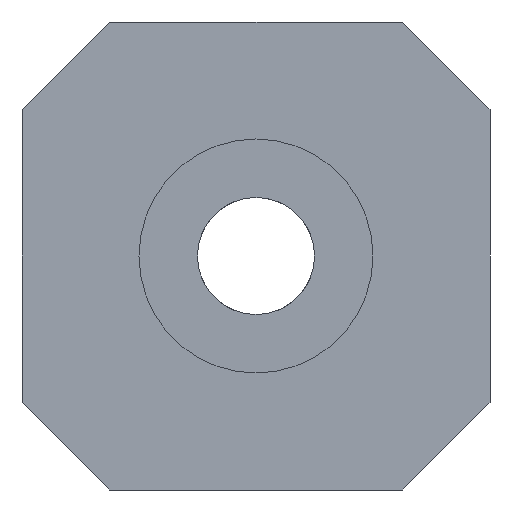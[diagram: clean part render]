
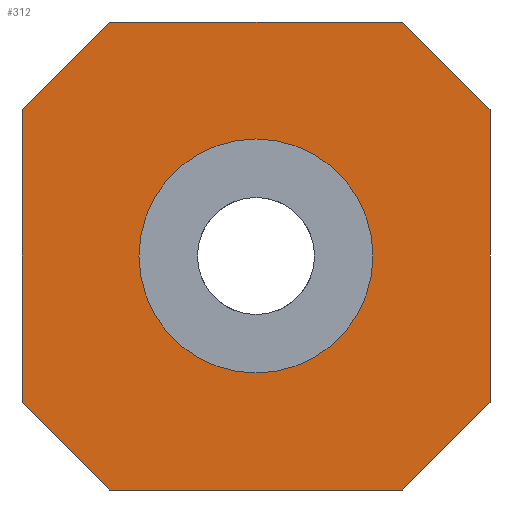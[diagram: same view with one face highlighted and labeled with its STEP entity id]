
A CAD part, left-side view. The second image highlights one B-rep face of the part: STEP entity #312.
In plain terms, the highlighted planar face has unit normal (-1, 0, 0).
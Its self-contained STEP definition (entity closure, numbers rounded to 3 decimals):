
#25=PLANE('',#356);
#31=FACE_BOUND('',#67,.T.);
#46=FACE_OUTER_BOUND('',#66,.T.);
#66=EDGE_LOOP('',(#284,#285,#286,#287,#288,#289,#290,#291));
#67=EDGE_LOOP('',(#292,#293));
#79=LINE('',#564,#108);
#83=LINE('',#571,#112);
#91=LINE('',#587,#120);
#93=LINE('',#591,#122);
#95=LINE('',#596,#124);
#97=LINE('',#599,#126);
#99=LINE('',#603,#128);
#100=LINE('',#605,#129);
#108=VECTOR('',#396,10.);
#112=VECTOR('',#402,10.);
#120=VECTOR('',#414,10.);
#122=VECTOR('',#418,10.);
#124=VECTOR('',#422,10.);
#126=VECTOR('',#426,10.);
#128=VECTOR('',#430,10.);
#129=VECTOR('',#433,10.);
#136=CIRCLE('',#343,2.);
#137=CIRCLE('',#344,2.);
#149=VERTEX_POINT('',#548);
#150=VERTEX_POINT('',#549);
#154=VERTEX_POINT('',#561);
#155=VERTEX_POINT('',#563);
#157=VERTEX_POINT('',#569);
#163=VERTEX_POINT('',#585);
#164=VERTEX_POINT('',#589);
#165=VERTEX_POINT('',#593);
#166=VERTEX_POINT('',#595);
#167=VERTEX_POINT('',#601);
#181=EDGE_CURVE('',#149,#150,#136,.T.);
#182=EDGE_CURVE('',#150,#149,#137,.T.);
#188=EDGE_CURVE('',#154,#155,#79,.T.);
#192=EDGE_CURVE('',#157,#154,#83,.T.);
#200=EDGE_CURVE('',#163,#157,#91,.T.);
#202=EDGE_CURVE('',#164,#163,#93,.T.);
#204=EDGE_CURVE('',#165,#166,#95,.T.);
#206=EDGE_CURVE('',#155,#165,#97,.T.);
#208=EDGE_CURVE('',#167,#164,#99,.T.);
#209=EDGE_CURVE('',#166,#167,#100,.T.);
#284=ORIENTED_EDGE('',*,*,#188,.F.);
#285=ORIENTED_EDGE('',*,*,#192,.F.);
#286=ORIENTED_EDGE('',*,*,#200,.F.);
#287=ORIENTED_EDGE('',*,*,#202,.F.);
#288=ORIENTED_EDGE('',*,*,#208,.F.);
#289=ORIENTED_EDGE('',*,*,#209,.F.);
#290=ORIENTED_EDGE('',*,*,#204,.F.);
#291=ORIENTED_EDGE('',*,*,#206,.F.);
#292=ORIENTED_EDGE('',*,*,#181,.T.);
#293=ORIENTED_EDGE('',*,*,#182,.T.);
#312=ADVANCED_FACE('',(#46,#31),#25,.F.);
#343=AXIS2_PLACEMENT_3D('',#550,#382,#383);
#344=AXIS2_PLACEMENT_3D('',#551,#384,#385);
#356=AXIS2_PLACEMENT_3D('',#606,#434,#435);
#382=DIRECTION('center_axis',(1.,0.,0.));
#383=DIRECTION('ref_axis',(0.,1.,0.));
#384=DIRECTION('center_axis',(1.,0.,0.));
#385=DIRECTION('ref_axis',(0.,1.,0.));
#396=DIRECTION('',(0.,0.707,-0.707));
#402=DIRECTION('',(0.,0.,-1.));
#414=DIRECTION('',(0.,-0.707,-0.707));
#418=DIRECTION('',(0.,-1.,0.));
#422=DIRECTION('',(0.,0.707,0.707));
#426=DIRECTION('',(0.,1.,0.));
#430=DIRECTION('',(0.,-0.707,0.707));
#433=DIRECTION('',(0.,0.,1.));
#434=DIRECTION('center_axis',(1.,0.,0.));
#435=DIRECTION('ref_axis',(0.,0.,-1.));
#548=CARTESIAN_POINT('',(0.,2.,0.));
#549=CARTESIAN_POINT('',(0.,-2.,0.));
#550=CARTESIAN_POINT('Origin',(0.,0.,0.));
#551=CARTESIAN_POINT('Origin',(0.,0.,0.));
#561=CARTESIAN_POINT('',(0.,-4.,-2.5));
#563=CARTESIAN_POINT('',(0.,-2.5,-4.));
#564=CARTESIAN_POINT('',(0.,-3.25,-3.25));
#569=CARTESIAN_POINT('',(0.,-4.,2.5));
#571=CARTESIAN_POINT('',(0.,-4.,4.));
#585=CARTESIAN_POINT('',(0.,-2.5,4.));
#587=CARTESIAN_POINT('',(0.,-3.25,3.25));
#589=CARTESIAN_POINT('',(0.,2.5,4.));
#591=CARTESIAN_POINT('',(0.,4.,4.));
#593=CARTESIAN_POINT('',(0.,2.5,-4.));
#595=CARTESIAN_POINT('',(0.,4.,-2.5));
#596=CARTESIAN_POINT('',(0.,3.25,-3.25));
#599=CARTESIAN_POINT('',(0.,-4.,-4.));
#601=CARTESIAN_POINT('',(0.,4.,2.5));
#603=CARTESIAN_POINT('',(0.,3.25,3.25));
#605=CARTESIAN_POINT('',(0.,4.,-4.));
#606=CARTESIAN_POINT('Origin',(0.,0.,0.));
